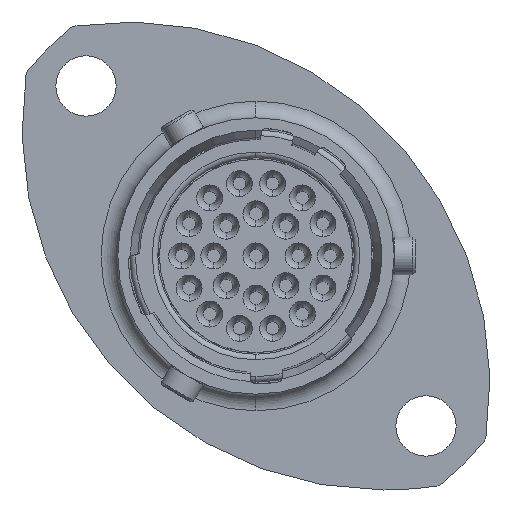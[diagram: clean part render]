
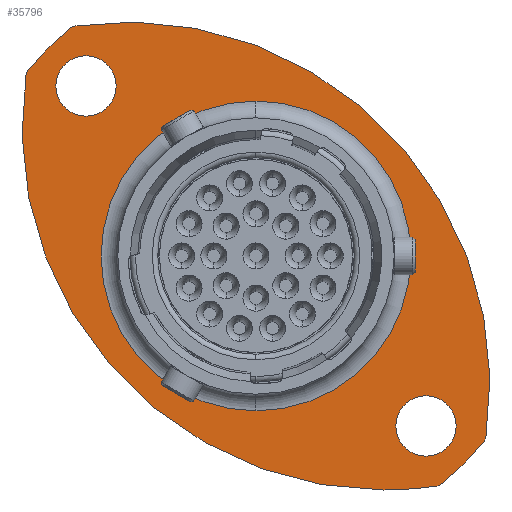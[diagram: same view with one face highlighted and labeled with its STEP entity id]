
A CAD part, left-side view. The second image highlights one B-rep face of the part: STEP entity #35796.
In plain terms, the highlighted planar face has unit normal (-1, 0, 0).
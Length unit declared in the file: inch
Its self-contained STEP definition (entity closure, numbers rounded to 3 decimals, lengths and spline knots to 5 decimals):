
#135 = VERTEX_POINT ( 'NONE', #37479 ) ;
#369 = VERTEX_POINT ( 'NONE', #37568 ) ;
#8673 = CARTESIAN_POINT ( 'NONE',  ( 0.43089, 0.23988, -0.3869 ) ) ;
#8977 = VERTEX_POINT ( 'NONE', #8673 ) ;
#10440 = CARTESIAN_POINT ( 'NONE',  ( 0.43089, 0.72725, 0.32977 ) ) ;
#10446 = CARTESIAN_POINT ( 'NONE',  ( 0.43089, 0.62801, 0.42901 ) ) ;
#10462 = CARTESIAN_POINT ( 'NONE',  ( 0.43089, -0.24749, -0.44649 ) ) ;
#16884 = CARTESIAN_POINT ( 'NONE',  ( 0.43089, 0.23988, -0.05836 ) ) ;
#16885 = DIRECTION ( 'NONE',  ( 1., 0., 0. ) ) ;
#16886 = DIRECTION ( 'NONE',  ( 0., 0., -1. ) ) ;
#17176 = CIRCLE ( 'NONE', #17181, 0.32854 ) ;
#17181 = AXIS2_PLACEMENT_3D ( 'NONE', #16884, #16885, #16886 ) ;
#19865 = CIRCLE ( 'NONE', #19870, 0.76772 ) ;
#19870 = AXIS2_PLACEMENT_3D ( 'NONE', #21414, #21415, #21416 ) ;
#19872 = CIRCLE ( 'NONE', #19876, 0.06398 ) ;
#19875 = CIRCLE ( 'NONE', #19882, 0.06398 ) ;
#19876 = AXIS2_PLACEMENT_3D ( 'NONE', #21428, #21429, #21430 ) ;
#19882 = AXIS2_PLACEMENT_3D ( 'NONE', #21440, #21441, #21442 ) ;
#20103 = CIRCLE ( 'NONE', #20110, 0.06398 ) ;
#20107 = CIRCLE ( 'NONE', #20108, 0.32854 ) ;
#20108 = AXIS2_PLACEMENT_3D ( 'NONE', #22368, #22369, #22370 ) ;
#20109 = CIRCLE ( 'NONE', #20112, 0.06398 ) ;
#20110 = AXIS2_PLACEMENT_3D ( 'NONE', #22371, #22372, #22373 ) ;
#20111 = CIRCLE ( 'NONE', #20114, 0.76772 ) ;
#20112 = AXIS2_PLACEMENT_3D ( 'NONE', #22374, #22375, #22376 ) ;
#20113 = CIRCLE ( 'NONE', #20116, 0.62303 ) ;
#20114 = AXIS2_PLACEMENT_3D ( 'NONE', #22377, #22378, #22379 ) ;
#20115 = CIRCLE ( 'NONE', #20118, 0.76772 ) ;
#20116 = AXIS2_PLACEMENT_3D ( 'NONE', #22380, #22381, #22382 ) ;
#20117 = CIRCLE ( 'NONE', #20120, 0.62303 ) ;
#20118 = AXIS2_PLACEMENT_3D ( 'NONE', #22385, #22386, #22387 ) ;
#20120 = AXIS2_PLACEMENT_3D ( 'NONE', #22389, #22390, #22391 ) ;
#21414 = CARTESIAN_POINT ( 'NONE',  ( 0.43089, -0.03155, 0.21307 ) ) ;
#21415 = DIRECTION ( 'NONE',  ( -1., 0., 0. ) ) ;
#21416 = DIRECTION ( 'NONE',  ( 0., 0., -1. ) ) ;
#21428 = CARTESIAN_POINT ( 'NONE',  ( 0.43089, -0.12063, -0.41887 ) ) ;
#21429 = DIRECTION ( 'NONE',  ( -1., 0., 0. ) ) ;
#21430 = DIRECTION ( 'NONE',  ( 0., 0., -1. ) ) ;
#21440 = CARTESIAN_POINT ( 'NONE',  ( 0.43089, 0.60039, 0.30215 ) ) ;
#21441 = DIRECTION ( 'NONE',  ( -1., 0., 0. ) ) ;
#21442 = DIRECTION ( 'NONE',  ( 0., 0., -1. ) ) ;
#22368 = CARTESIAN_POINT ( 'NONE',  ( 0.43089, 0.23988, -0.05836 ) ) ;
#22369 = DIRECTION ( 'NONE',  ( 1., 0., 0. ) ) ;
#22370 = DIRECTION ( 'NONE',  ( 0., 0., -1. ) ) ;
#22371 = CARTESIAN_POINT ( 'NONE',  ( 0.43089, 0.60039, 0.30215 ) ) ;
#22372 = DIRECTION ( 'NONE',  ( -1., 0., 0. ) ) ;
#22373 = DIRECTION ( 'NONE',  ( 0., 0., -1. ) ) ;
#22374 = CARTESIAN_POINT ( 'NONE',  ( 0.43089, -0.12063, -0.41887 ) ) ;
#22375 = DIRECTION ( 'NONE',  ( -1., 0., 0. ) ) ;
#22376 = DIRECTION ( 'NONE',  ( 0., 0., -1. ) ) ;
#22377 = CARTESIAN_POINT ( 'NONE',  ( 0.43089, -0.03155, 0.21307 ) ) ;
#22378 = DIRECTION ( 'NONE',  ( -1., 0., 0. ) ) ;
#22379 = DIRECTION ( 'NONE',  ( 0., 0., -1. ) ) ;
#22380 = CARTESIAN_POINT ( 'NONE',  ( 0.43089, 0.23988, -0.05836 ) ) ;
#22381 = DIRECTION ( 'NONE',  ( -1., 0., 0. ) ) ;
#22382 = DIRECTION ( 'NONE',  ( 0., 0., 1. ) ) ;
#22385 = CARTESIAN_POINT ( 'NONE',  ( 0.43089, 0.51131, -0.32979 ) ) ;
#22386 = DIRECTION ( 'NONE',  ( -1., 0., 0. ) ) ;
#22387 = DIRECTION ( 'NONE',  ( 0., 0., -1. ) ) ;
#22389 = CARTESIAN_POINT ( 'NONE',  ( 0.43089, 0.23988, -0.05836 ) ) ;
#22390 = DIRECTION ( 'NONE',  ( -1., 0., 0. ) ) ;
#22391 = DIRECTION ( 'NONE',  ( 0., 0., 1. ) ) ;
#23050 = PLANE ( 'NONE',  #23243 ) ;
#23051 = FACE_BOUND ( 'NONE', #37258, .T. ) ;
#23053 = FACE_BOUND ( 'NONE', #37243, .T. ) ;
#23055 = FACE_BOUND ( 'NONE', #37211, .T. ) ;
#23057 = FACE_OUTER_BOUND ( 'NONE', #37270, .T. ) ;
#23067 = CARTESIAN_POINT ( 'NONE',  ( 0.43089, 0.53299, -0.05836 ) ) ;
#23068 = DIRECTION ( 'NONE',  ( 1., 0., 0. ) ) ;
#23069 = DIRECTION ( 'NONE',  ( 0., 0., -1. ) ) ;
#23243 = AXIS2_PLACEMENT_3D ( 'NONE', #23067, #23068, #23069 ) ;
#28207 = CARTESIAN_POINT ( 'NONE',  ( 0.43089, -0.12063, -0.3549 ) ) ;
#28224 = CARTESIAN_POINT ( 'NONE',  ( 0.43089, -0.14825, -0.54573 ) ) ;
#28226 = CARTESIAN_POINT ( 'NONE',  ( 0.43089, -0.12063, -0.48285 ) ) ;
#28234 = CARTESIAN_POINT ( 'NONE',  ( 0.43089, 0.60039, 0.23818 ) ) ;
#28236 = CARTESIAN_POINT ( 'NONE',  ( 0.43089, 0.60039, 0.36613 ) ) ;
#33042 = VERTEX_POINT ( 'NONE', #10440 ) ;
#33051 = VERTEX_POINT ( 'NONE', #10446 ) ;
#33065 = VERTEX_POINT ( 'NONE', #10462 ) ;
#33972 = EDGE_CURVE ( 'NONE', #369, #8977, #17176, .T. ) ;
#35546 = EDGE_CURVE ( 'NONE', #135, #37180, #19865, .T. ) ;
#35550 = EDGE_CURVE ( 'NONE', #37182, #37171, #19872, .T. ) ;
#35554 = EDGE_CURVE ( 'NONE', #37190, #37192, #19875, .T. ) ;
#35726 = EDGE_CURVE ( 'NONE', #8977, #369, #20107, .T. ) ;
#35727 = EDGE_CURVE ( 'NONE', #37192, #37190, #20103, .T. ) ;
#35728 = EDGE_CURVE ( 'NONE', #37171, #37182, #20109, .T. ) ;
#35729 = EDGE_CURVE ( 'NONE', #33042, #135, #20111, .T. ) ;
#35730 = EDGE_CURVE ( 'NONE', #37180, #33065, #20113, .T. ) ;
#35731 = EDGE_CURVE ( 'NONE', #33065, #33051, #20115, .T. ) ;
#35732 = EDGE_CURVE ( 'NONE', #33051, #33042, #20117, .T. ) ;
#35796 = ADVANCED_FACE ( 'NONE', ( #23051, #23053, #23055, #23057 ), #23050, .F. ) ;
#36398 = ORIENTED_EDGE ( 'NONE', *, *, #35726, .T. ) ;
#36399 = ORIENTED_EDGE ( 'NONE', *, *, #33972, .T. ) ;
#36400 = ORIENTED_EDGE ( 'NONE', *, *, #35554, .F. ) ;
#36401 = ORIENTED_EDGE ( 'NONE', *, *, #35727, .F. ) ;
#36402 = ORIENTED_EDGE ( 'NONE', *, *, #35550, .F. ) ;
#36403 = ORIENTED_EDGE ( 'NONE', *, *, #35728, .F. ) ;
#36404 = ORIENTED_EDGE ( 'NONE', *, *, #35729, .T. ) ;
#36405 = ORIENTED_EDGE ( 'NONE', *, *, #35546, .T. ) ;
#36406 = ORIENTED_EDGE ( 'NONE', *, *, #35730, .T. ) ;
#36407 = ORIENTED_EDGE ( 'NONE', *, *, #35731, .T. ) ;
#36409 = ORIENTED_EDGE ( 'NONE', *, *, #35732, .T. ) ;
#37171 = VERTEX_POINT ( 'NONE', #28207 ) ;
#37180 = VERTEX_POINT ( 'NONE', #28224 ) ;
#37182 = VERTEX_POINT ( 'NONE', #28226 ) ;
#37190 = VERTEX_POINT ( 'NONE', #28234 ) ;
#37192 = VERTEX_POINT ( 'NONE', #28236 ) ;
#37211 = EDGE_LOOP ( 'NONE', ( #36402, #36403 ) ) ;
#37243 = EDGE_LOOP ( 'NONE', ( #36400, #36401 ) ) ;
#37258 = EDGE_LOOP ( 'NONE', ( #36398, #36399 ) ) ;
#37270 = EDGE_LOOP ( 'NONE', ( #36404, #36405, #36406, #36407, #36409 ) ) ;
#37479 = CARTESIAN_POINT ( 'NONE',  ( 0.43089, -0.03155, -0.55465 ) ) ;
#37568 = CARTESIAN_POINT ( 'NONE',  ( 0.43089, 0.23988, 0.27018 ) ) ;
